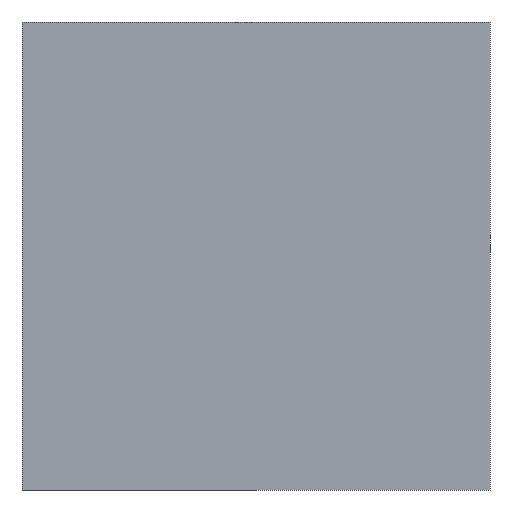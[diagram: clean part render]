
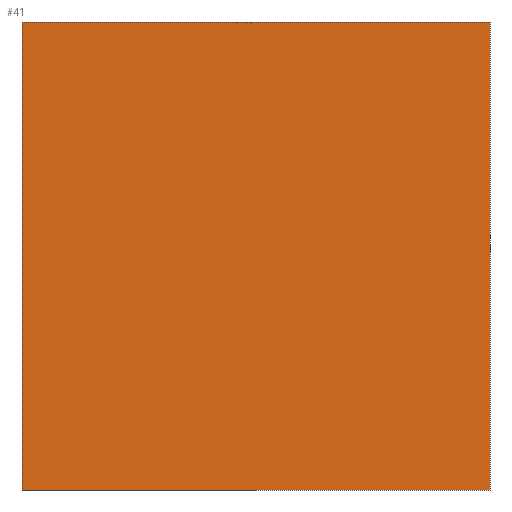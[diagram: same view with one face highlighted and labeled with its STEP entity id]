
A CAD part, front view. The second image highlights one B-rep face of the part: STEP entity #41.
In plain terms, the highlighted planar face has unit normal (0, -1, 0).
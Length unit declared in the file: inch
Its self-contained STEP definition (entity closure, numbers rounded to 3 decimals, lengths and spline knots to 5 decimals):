
#41=ADVANCED_FACE('',(#85),#86,.T.);
#85=FACE_OUTER_BOUND('',#129,.T.);
#86=PLANE('',#130);
#129=EDGE_LOOP('',(#179,#180,#181,#182));
#130=AXIS2_PLACEMENT_3D('',#183,#184,#185);
#179=ORIENTED_EDGE('',*,*,#275,.F.);
#180=ORIENTED_EDGE('',*,*,#282,.F.);
#181=ORIENTED_EDGE('',*,*,#283,.F.);
#182=ORIENTED_EDGE('',*,*,#284,.F.);
#183=CARTESIAN_POINT('',(0.3937,0.0,-0.3937));
#184=DIRECTION('',(0.0,-1.0,0.0));
#185=DIRECTION('',(0.0,0.0,-1.0));
#275=EDGE_CURVE('',#322,#323,#324,.T.);
#282=EDGE_CURVE('',#335,#322,#336,.T.);
#283=EDGE_CURVE('',#337,#335,#338,.T.);
#284=EDGE_CURVE('',#323,#337,#339,.T.);
#322=VERTEX_POINT('',#389);
#323=VERTEX_POINT('',#390);
#324=LINE('',#391,#392);
#335=VERTEX_POINT('',#408);
#336=LINE('',#409,#410);
#337=VERTEX_POINT('',#411);
#338=LINE('',#412,#413);
#339=LINE('',#414,#415);
#389=CARTESIAN_POINT('',(0.3937,0.0,0.3937));
#390=CARTESIAN_POINT('',(0.3937,0.0,-0.3937));
#391=CARTESIAN_POINT('',(0.3937,0.0,0.3937));
#392=VECTOR('',#472,1000.0);
#408=CARTESIAN_POINT('',(-0.3937,0.0,0.3937));
#409=CARTESIAN_POINT('',(-0.3937,0.0,0.3937));
#410=VECTOR('',#478,1000.0);
#411=CARTESIAN_POINT('',(-0.3937,0.0,-0.3937));
#412=CARTESIAN_POINT('',(-0.3937,0.0,0.3937));
#413=VECTOR('',#479,1000.0);
#414=CARTESIAN_POINT('',(-0.3937,0.0,-0.3937));
#415=VECTOR('',#480,1000.0);
#472=DIRECTION('',(0.0,0.0,-1.0));
#478=DIRECTION('',(1.0,0.0,0.0));
#479=DIRECTION('',(0.0,0.0,1.0));
#480=DIRECTION('',(-1.0,-0.0,-0.0));
